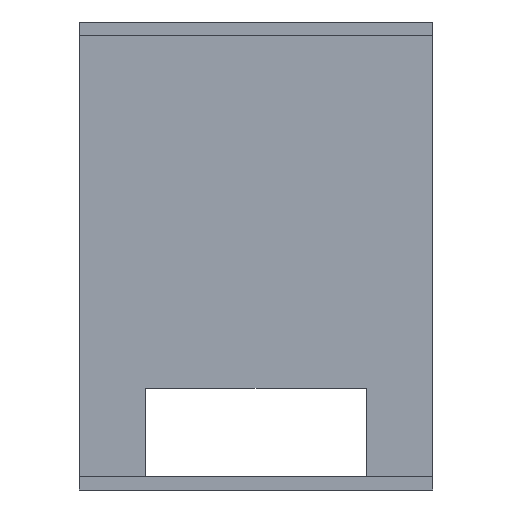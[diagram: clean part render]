
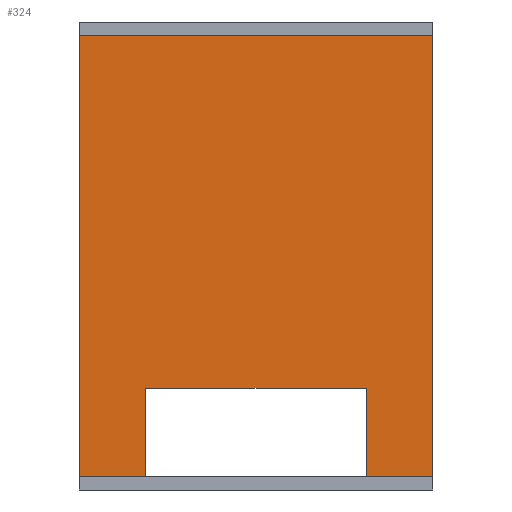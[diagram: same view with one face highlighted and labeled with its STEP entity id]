
A CAD part, front view. The second image highlights one B-rep face of the part: STEP entity #324.
In plain terms, the highlighted planar face has unit normal (0, -1, 0).
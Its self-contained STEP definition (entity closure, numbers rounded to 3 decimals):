
#1 = CARTESIAN_POINT ( 'NONE',  ( 0., 0., -40. ) ) ;
#3 = DIRECTION ( 'NONE',  ( 0., 0., -1. ) ) ;
#10 = CARTESIAN_POINT ( 'NONE',  ( 26., 0., -32. ) ) ;
#39 = CARTESIAN_POINT ( 'NONE',  ( 32., 0., 0. ) ) ;
#48 = VECTOR ( 'NONE', #469, 1000. ) ;
#79 = CARTESIAN_POINT ( 'NONE',  ( 6., 0., -32. ) ) ;
#88 = DIRECTION ( 'NONE',  ( -1., 0., 0. ) ) ;
#108 = VECTOR ( 'NONE', #486, 1000. ) ;
#129 = DIRECTION ( 'NONE',  ( 0., 0., -1. ) ) ;
#130 = VERTEX_POINT ( 'NONE', #79 ) ;
#132 = CARTESIAN_POINT ( 'NONE',  ( 0., 0., 0. ) ) ;
#149 = EDGE_CURVE ( 'NONE', #689, #599, #247, .T. ) ;
#157 = EDGE_CURVE ( 'NONE', #200, #655, #362, .T. ) ;
#164 = CARTESIAN_POINT ( 'NONE',  ( 26., 0., -32. ) ) ;
#191 = VECTOR ( 'NONE', #657, 1000. ) ;
#200 = VERTEX_POINT ( 'NONE', #484 ) ;
#209 = CARTESIAN_POINT ( 'NONE',  ( 6., 0., -40. ) ) ;
#218 = LINE ( 'NONE', #164, #466 ) ;
#220 = ORIENTED_EDGE ( 'NONE', *, *, #271, .T. ) ;
#247 = LINE ( 'NONE', #640, #48 ) ;
#267 = VECTOR ( 'NONE', #379, 1000. ) ;
#268 = LINE ( 'NONE', #1, #267 ) ;
#270 = LINE ( 'NONE', #439, #191 ) ;
#271 = EDGE_CURVE ( 'NONE', #381, #700, #218, .T. ) ;
#272 = CARTESIAN_POINT ( 'NONE',  ( 32., 0., -40. ) ) ;
#281 = PLANE ( 'NONE',  #292 ) ;
#288 = EDGE_CURVE ( 'NONE', #599, #642, #270, .T. ) ;
#292 = AXIS2_PLACEMENT_3D ( 'NONE', #132, #388, #129 ) ;
#305 = EDGE_LOOP ( 'NONE', ( #392, #644, #606, #316, #220, #690, #497, #510 ) ) ;
#316 = ORIENTED_EDGE ( 'NONE', *, *, #607, .T. ) ;
#324 = ADVANCED_FACE ( 'NONE', ( #347 ), #281, .T. ) ;
#347 = FACE_OUTER_BOUND ( 'NONE', #305, .T. ) ;
#362 = LINE ( 'NONE', #585, #649 ) ;
#379 = DIRECTION ( 'NONE',  ( 0., 0., 1. ) ) ;
#381 = VERTEX_POINT ( 'NONE', #10 ) ;
#388 = DIRECTION ( 'NONE',  ( 0., -1., 0. ) ) ;
#392 = ORIENTED_EDGE ( 'NONE', *, *, #679, .F. ) ;
#405 = VECTOR ( 'NONE', #651, 1000. ) ;
#409 = CARTESIAN_POINT ( 'NONE',  ( 0., 0., -40. ) ) ;
#433 = LINE ( 'NONE', #209, #405 ) ;
#439 = CARTESIAN_POINT ( 'NONE',  ( 32., 0., -41.2 ) ) ;
#466 = VECTOR ( 'NONE', #3, 1000. ) ;
#469 = DIRECTION ( 'NONE',  ( 1., 0., 0. ) ) ;
#484 = CARTESIAN_POINT ( 'NONE',  ( 6., 0., -40. ) ) ;
#486 = DIRECTION ( 'NONE',  ( 1., 0., 0. ) ) ;
#492 = CARTESIAN_POINT ( 'NONE',  ( 26., 0., -40. ) ) ;
#497 = ORIENTED_EDGE ( 'NONE', *, *, #288, .F. ) ;
#510 = ORIENTED_EDGE ( 'NONE', *, *, #149, .F. ) ;
#519 = EDGE_CURVE ( 'NONE', #642, #700, #636, .T. ) ;
#539 = LINE ( 'NONE', #600, #108 ) ;
#585 = CARTESIAN_POINT ( 'NONE',  ( 0., 0., -40. ) ) ;
#599 = VERTEX_POINT ( 'NONE', #39 ) ;
#600 = CARTESIAN_POINT ( 'NONE',  ( 6., 0., -32. ) ) ;
#606 = ORIENTED_EDGE ( 'NONE', *, *, #656, .T. ) ;
#607 = EDGE_CURVE ( 'NONE', #130, #381, #539, .T. ) ;
#630 = DIRECTION ( 'NONE',  ( -1., 0., 0. ) ) ;
#636 = LINE ( 'NONE', #409, #684 ) ;
#640 = CARTESIAN_POINT ( 'NONE',  ( 0., 0., 0. ) ) ;
#642 = VERTEX_POINT ( 'NONE', #272 ) ;
#644 = ORIENTED_EDGE ( 'NONE', *, *, #157, .F. ) ;
#649 = VECTOR ( 'NONE', #88, 1000. ) ;
#651 = DIRECTION ( 'NONE',  ( 0., 0., 1. ) ) ;
#654 = CARTESIAN_POINT ( 'NONE',  ( 0., 0., 0. ) ) ;
#655 = VERTEX_POINT ( 'NONE', #701 ) ;
#656 = EDGE_CURVE ( 'NONE', #200, #130, #433, .T. ) ;
#657 = DIRECTION ( 'NONE',  ( 0., 0., -1. ) ) ;
#679 = EDGE_CURVE ( 'NONE', #655, #689, #268, .T. ) ;
#684 = VECTOR ( 'NONE', #630, 1000. ) ;
#689 = VERTEX_POINT ( 'NONE', #654 ) ;
#690 = ORIENTED_EDGE ( 'NONE', *, *, #519, .F. ) ;
#700 = VERTEX_POINT ( 'NONE', #492 ) ;
#701 = CARTESIAN_POINT ( 'NONE',  ( 0., 0., -40. ) ) ;
